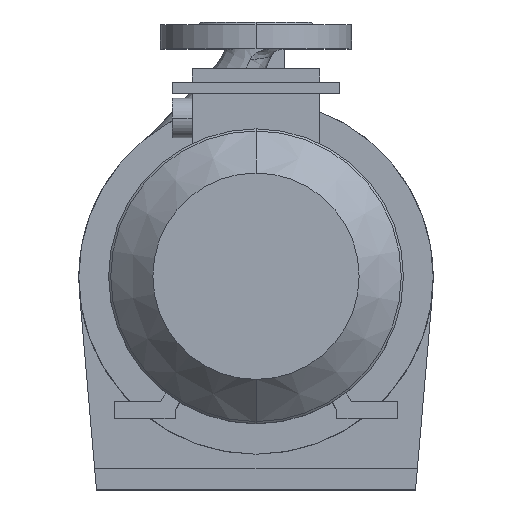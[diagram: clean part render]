
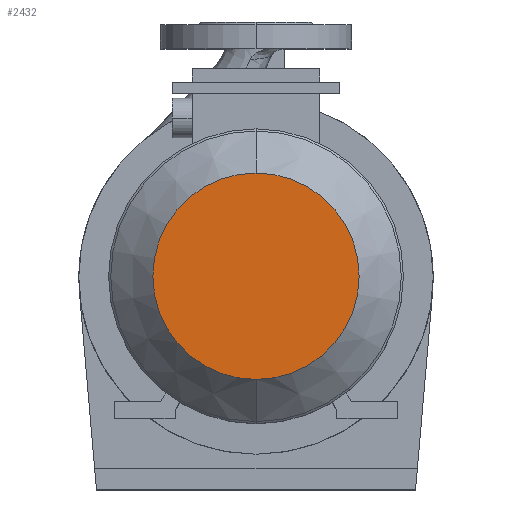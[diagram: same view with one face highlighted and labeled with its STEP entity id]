
A CAD part, top view. The second image highlights one B-rep face of the part: STEP entity #2432.
In plain terms, the highlighted planar face has unit normal (0, 0, 1).
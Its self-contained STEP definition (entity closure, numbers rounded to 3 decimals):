
#1279 = DIRECTION ( 'NONE',  ( 0., -1., 0. ) ) ;
#1280 = DIRECTION ( 'NONE',  ( 0., 0., -1. ) ) ;
#1281 = CARTESIAN_POINT ( 'NONE',  ( 0., 0., 449.6 ) ) ;
#1291 = PLANE ( 'NONE',  #5663 ) ;
#1537 = CIRCLE ( 'NONE', #3811, 72.765 ) ;
#1645 = CIRCLE ( 'NONE', #3841, 72.765 ) ;
#2294 = FACE_OUTER_BOUND ( 'NONE', #4197, .T. ) ;
#2432 = ADVANCED_FACE ( 'NONE', ( #2294 ), #1291, .F. ) ;
#3598 = VERTEX_POINT ( 'NONE', #5175 ) ;
#3605 = VERTEX_POINT ( 'NONE', #5168 ) ;
#3811 = AXIS2_PLACEMENT_3D ( 'NONE', #8949, #8950, #8951 ) ;
#3841 = AXIS2_PLACEMENT_3D ( 'NONE', #9113, #4506, #4507 ) ;
#4197 = EDGE_LOOP ( 'NONE', ( #9243, #9244 ) ) ;
#4506 = DIRECTION ( 'NONE',  ( 0., 0., -1. ) ) ;
#4507 = DIRECTION ( 'NONE',  ( 0., -1., 0. ) ) ;
#5168 = CARTESIAN_POINT ( 'NONE',  ( 0., -72.765, 449.6 ) ) ;
#5175 = CARTESIAN_POINT ( 'NONE',  ( 0., 72.765, 449.6 ) ) ;
#5663 = AXIS2_PLACEMENT_3D ( 'NONE', #1281, #1280, #1279 ) ;
#6573 = EDGE_CURVE ( 'NONE', #3605, #3598, #1537, .T. ) ;
#6641 = EDGE_CURVE ( 'NONE', #3598, #3605, #1645, .T. ) ;
#8949 = CARTESIAN_POINT ( 'NONE',  ( 0., 0., 449.6 ) ) ;
#8950 = DIRECTION ( 'NONE',  ( 0., 0., -1. ) ) ;
#8951 = DIRECTION ( 'NONE',  ( 0., -1., 0. ) ) ;
#9113 = CARTESIAN_POINT ( 'NONE',  ( 0., 0., 449.6 ) ) ;
#9243 = ORIENTED_EDGE ( 'NONE', *, *, #6573, .F. ) ;
#9244 = ORIENTED_EDGE ( 'NONE', *, *, #6641, .F. ) ;
